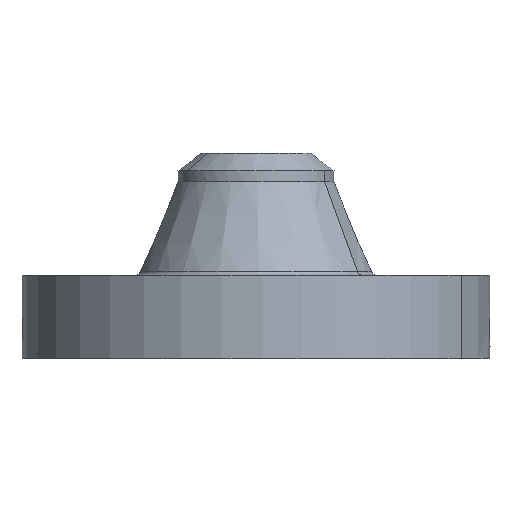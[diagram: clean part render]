
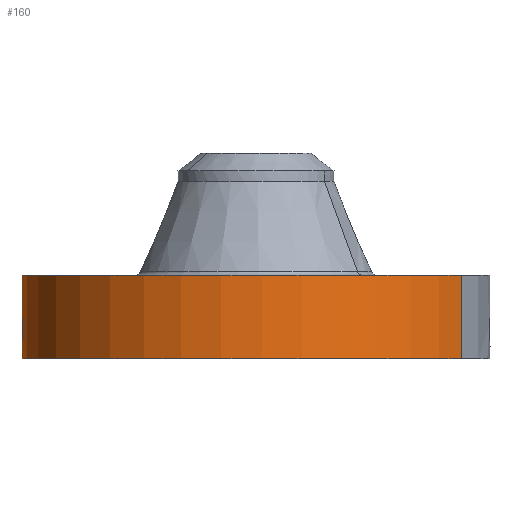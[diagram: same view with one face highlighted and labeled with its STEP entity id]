
A CAD part, left-side view. The second image highlights one B-rep face of the part: STEP entity #160.
In plain terms, the highlighted cylindrical face has radius 133.35 mm (diameter 266.7 mm), a partial arc.
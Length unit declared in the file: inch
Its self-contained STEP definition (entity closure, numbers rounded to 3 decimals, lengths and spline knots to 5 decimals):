
#38=AXIS2_PLACEMENT_3D('Cylinder Axis2P3D',#35,#36,#37) ;
#42=AXIS2_PLACEMENT_3D('Circle Axis2P3D',#40,#41,$) ;
#58=AXIS2_PLACEMENT_3D('Circle Axis2P3D',#56,#57,$) ;
#35=CARTESIAN_POINT('Axis2P3D Location',(0.,0.,2.56)) ;
#40=CARTESIAN_POINT('Axis2P3D Location',(0.,0.,0.25)) ;
#44=CARTESIAN_POINT('Vertex',(-2.51698,-4.60731,0.25)) ;
#46=CARTESIAN_POINT('Vertex',(2.51698,4.60731,0.25)) ;
#49=CARTESIAN_POINT('Line Origine',(-2.51698,-4.60731,1.19)) ;
#53=CARTESIAN_POINT('Vertex',(-2.51698,-4.60731,2.13)) ;
#56=CARTESIAN_POINT('Axis2P3D Location',(0.,0.,2.13)) ;
#60=CARTESIAN_POINT('Vertex',(2.51698,4.60731,2.13)) ;
#63=CARTESIAN_POINT('Line Origine',(2.51698,4.60731,1.19)) ;
#75=CARTESIAN_POINT('Control Point',(-0.06425,5.24961,1.28823)) ;
#76=CARTESIAN_POINT('Control Point',(-0.04331,5.24986,1.2921)) ;
#77=CARTESIAN_POINT('Control Point',(-0.02202,5.25,1.29408)) ;
#78=CARTESIAN_POINT('Control Point',(-0.00072,5.25,1.29412)) ;
#79=CARTESIAN_POINT('Vertex',(-0.06423,5.24961,1.28823)) ;
#81=CARTESIAN_POINT('Vertex',(-0.00072,5.25,1.29412)) ;
#85=CARTESIAN_POINT('Control Point',(-0.06423,5.24961,1.28823)) ;
#86=CARTESIAN_POINT('Control Point',(-0.10137,5.24915,1.28265)) ;
#87=CARTESIAN_POINT('Control Point',(-0.13757,5.2483,1.27042)) ;
#88=CARTESIAN_POINT('Control Point',(-0.17071,5.24722,1.25252)) ;
#89=CARTESIAN_POINT('Vertex',(-0.17071,5.24722,1.25252)) ;
#93=CARTESIAN_POINT('Control Point',(-0.02922,5.24992,0.53106)) ;
#94=CARTESIAN_POINT('Control Point',(-0.0758,5.24966,0.53703)) ;
#95=CARTESIAN_POINT('Control Point',(-0.12121,5.24889,0.55052)) ;
#96=CARTESIAN_POINT('Control Point',(-0.16372,5.24767,0.57117)) ;
#97=CARTESIAN_POINT('Control Point',(-0.25761,5.24411,0.63633)) ;
#98=CARTESIAN_POINT('Control Point',(-0.32198,5.24027,0.7299)) ;
#99=CARTESIAN_POINT('Control Point',(-0.34759,5.2385,0.79151)) ;
#100=CARTESIAN_POINT('Control Point',(-0.36702,5.23716,0.8888)) ;
#101=CARTESIAN_POINT('Control Point',(-0.35745,5.23782,0.98521)) ;
#102=CARTESIAN_POINT('Control Point',(-0.35091,5.23827,1.01733)) ;
#103=CARTESIAN_POINT('Control Point',(-0.32667,5.23989,1.09445)) ;
#104=CARTESIAN_POINT('Control Point',(-0.28322,5.24246,1.16305)) ;
#105=CARTESIAN_POINT('Control Point',(-0.25089,5.24419,1.19949)) ;
#106=CARTESIAN_POINT('Control Point',(-0.21282,5.24585,1.22977)) ;
#107=CARTESIAN_POINT('Control Point',(-0.17071,5.24722,1.25252)) ;
#108=CARTESIAN_POINT('Vertex',(-0.02922,5.24992,0.53106)) ;
#112=CARTESIAN_POINT('Control Point',(-0.02922,5.24992,0.53106)) ;
#113=CARTESIAN_POINT('Control Point',(-0.01948,5.24997,0.53086)) ;
#114=CARTESIAN_POINT('Control Point',(-0.00973,5.25,0.53096)) ;
#115=CARTESIAN_POINT('Control Point',(0.,5.25,0.53137)) ;
#116=CARTESIAN_POINT('Vertex',(0.,5.25,0.53137)) ;
#120=CARTESIAN_POINT('Control Point',(0.19433,5.2464,0.58429)) ;
#121=CARTESIAN_POINT('Control Point',(0.13478,5.24861,0.55222)) ;
#122=CARTESIAN_POINT('Control Point',(0.06782,5.25,0.53425)) ;
#123=CARTESIAN_POINT('Control Point',(0.,5.25,0.53137)) ;
#124=CARTESIAN_POINT('Vertex',(0.19433,5.2464,0.58429)) ;
#128=CARTESIAN_POINT('Control Point',(0.19433,5.2464,0.58429)) ;
#129=CARTESIAN_POINT('Control Point',(0.24549,5.24451,0.61185)) ;
#130=CARTESIAN_POINT('Control Point',(0.29206,5.24216,0.64799)) ;
#131=CARTESIAN_POINT('Control Point',(0.33201,5.23964,0.69211)) ;
#132=CARTESIAN_POINT('Control Point',(0.39171,5.23546,0.79067)) ;
#133=CARTESIAN_POINT('Control Point',(0.41103,5.23388,0.90398)) ;
#134=CARTESIAN_POINT('Control Point',(0.40956,5.234,0.96004)) ;
#135=CARTESIAN_POINT('Control Point',(0.38464,5.23601,1.07097)) ;
#136=CARTESIAN_POINT('Control Point',(0.32141,5.24032,1.1637)) ;
#137=CARTESIAN_POINT('Control Point',(0.28063,5.24279,1.20396)) ;
#138=CARTESIAN_POINT('Control Point',(0.20189,5.24656,1.2579)) ;
#139=CARTESIAN_POINT('Control Point',(0.11289,5.24898,1.28621)) ;
#140=CARTESIAN_POINT('Control Point',(0.07536,5.24967,1.29336)) ;
#141=CARTESIAN_POINT('Control Point',(0.03749,5.25,1.29599)) ;
#142=CARTESIAN_POINT('Control Point',(-0.00003,5.25,1.29415)) ;
#143=CARTESIAN_POINT('Vertex',(-0.00003,5.25,1.29415)) ;
#147=CARTESIAN_POINT('Control Point',(-0.00072,5.25,1.29412)) ;
#148=CARTESIAN_POINT('Control Point',(-0.00037,5.25,1.29414)) ;
#149=CARTESIAN_POINT('Control Point',(-0.00003,5.25,1.29415)) ;
#36=DIRECTION('Axis2P3D Direction',(0.,0.,-0.039)) ;
#37=DIRECTION('Axis2P3D XDirection',(0.019,0.035,0.)) ;
#41=DIRECTION('Axis2P3D Direction',(0.,0.,-0.039)) ;
#50=DIRECTION('Vector Direction',(0.,0.,-0.039)) ;
#57=DIRECTION('Axis2P3D Direction',(0.,0.,-0.039)) ;
#64=DIRECTION('Vector Direction',(0.,0.,-0.039)) ;
#51=VECTOR('Line Direction',#50,0.03937) ;
#65=VECTOR('Line Direction',#64,0.03937) ;
#69=ORIENTED_EDGE('',*,*,#48,.F.) ;
#70=ORIENTED_EDGE('',*,*,#55,.T.) ;
#71=ORIENTED_EDGE('',*,*,#62,.T.) ;
#72=ORIENTED_EDGE('',*,*,#67,.F.) ;
#152=ORIENTED_EDGE('',*,*,#83,.F.) ;
#153=ORIENTED_EDGE('',*,*,#91,.T.) ;
#154=ORIENTED_EDGE('',*,*,#110,.F.) ;
#155=ORIENTED_EDGE('',*,*,#118,.T.) ;
#156=ORIENTED_EDGE('',*,*,#126,.F.) ;
#157=ORIENTED_EDGE('',*,*,#145,.T.) ;
#158=ORIENTED_EDGE('',*,*,#150,.F.) ;
#159=FACE_BOUND('',#151,.T.) ;
#160=ADVANCED_FACE('PartBody',(#73,#159),#39,.T.) ;
#74=B_SPLINE_CURVE_WITH_KNOTS('',3,(#75,#76,#77,#78),.UNSPECIFIED.,.F.,.U.,(4,4),(4.15887,6.52188),.UNSPECIFIED.) ;
#84=B_SPLINE_CURVE_WITH_KNOTS('',3,(#85,#86,#87,#88),.UNSPECIFIED.,.F.,.U.,(4,4),(0.,4.21917),.UNSPECIFIED.) ;
#92=B_SPLINE_CURVE_WITH_KNOTS('',5,(#93,#94,#95,#96,#97,#98,#99,#100,#101,#102,#103,#104,#105,#106,#107),.UNSPECIFIED.,.F.,.U.,(6,3,3,3,6),(0.,8.16106,20.00852,26.07322,35.00915),.UNSPECIFIED.) ;
#111=B_SPLINE_CURVE_WITH_KNOTS('',3,(#112,#113,#114,#115),.UNSPECIFIED.,.F.,.U.,(4,4),(0.,1.01672),.UNSPECIFIED.) ;
#119=B_SPLINE_CURVE_WITH_KNOTS('',3,(#120,#121,#122,#123),.UNSPECIFIED.,.F.,.U.,(4,4),(0.,7.08784),.UNSPECIFIED.) ;
#127=B_SPLINE_CURVE_WITH_KNOTS('',5,(#128,#129,#130,#131,#132,#133,#134,#135,#136,#137,#138,#139,#140,#141,#142),.UNSPECIFIED.,.F.,.U.,(6,3,3,3,6),(0.,10.15,19.67913,29.75459,36.76778),.UNSPECIFIED.) ;
#146=B_SPLINE_CURVE_WITH_KNOTS('',2,(#147,#148,#149),.UNSPECIFIED.,.F.,.U.,(3,3),(1.0899,1.11573),.UNSPECIFIED.) ;
#43=CIRCLE('generated circle',#42,5.25) ;
#59=CIRCLE('generated circle',#58,5.25) ;
#39=CYLINDRICAL_SURFACE('generated cylinder',#38,5.25) ;
#48=EDGE_CURVE('',#45,#47,#43,.T.) ;
#55=EDGE_CURVE('',#45,#54,#52,.F.) ;
#62=EDGE_CURVE('',#54,#61,#59,.T.) ;
#67=EDGE_CURVE('',#47,#61,#66,.F.) ;
#83=EDGE_CURVE('',#80,#82,#74,.T.) ;
#91=EDGE_CURVE('',#80,#90,#84,.T.) ;
#110=EDGE_CURVE('',#109,#90,#92,.T.) ;
#118=EDGE_CURVE('',#109,#117,#111,.T.) ;
#126=EDGE_CURVE('',#125,#117,#119,.T.) ;
#145=EDGE_CURVE('',#125,#144,#127,.T.) ;
#150=EDGE_CURVE('',#82,#144,#146,.T.) ;
#68=EDGE_LOOP('',(#69,#70,#71,#72)) ;
#151=EDGE_LOOP('',(#152,#153,#154,#155,#156,#157,#158)) ;
#73=FACE_OUTER_BOUND('',#68,.T.) ;
#52=LINE('Line',#49,#51) ;
#66=LINE('Line',#63,#65) ;
#45=VERTEX_POINT('',#44) ;
#47=VERTEX_POINT('',#46) ;
#54=VERTEX_POINT('',#53) ;
#61=VERTEX_POINT('',#60) ;
#80=VERTEX_POINT('',#79) ;
#82=VERTEX_POINT('',#81) ;
#90=VERTEX_POINT('',#89) ;
#109=VERTEX_POINT('',#108) ;
#117=VERTEX_POINT('',#116) ;
#125=VERTEX_POINT('',#124) ;
#144=VERTEX_POINT('',#143) ;
